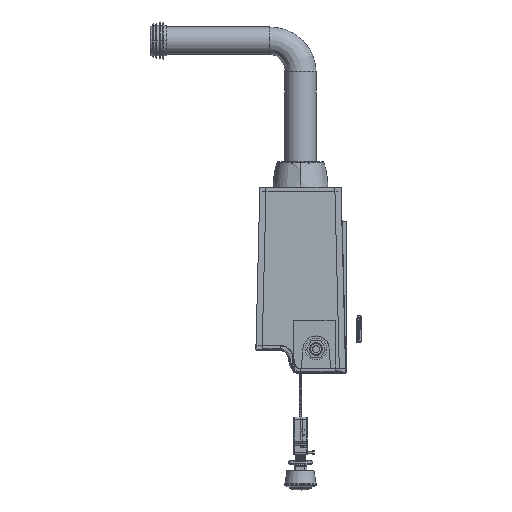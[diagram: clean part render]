
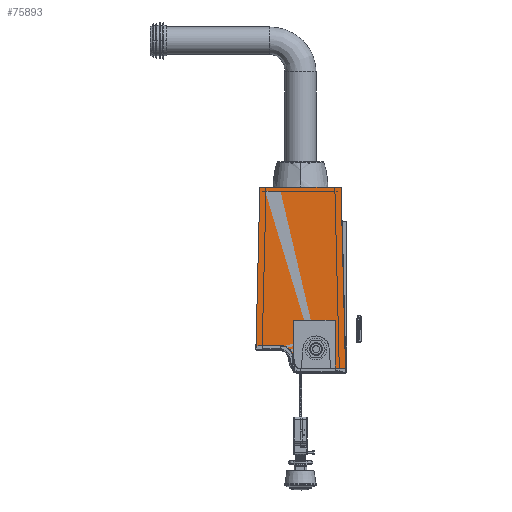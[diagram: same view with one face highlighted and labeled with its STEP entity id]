
A CAD part, left-side view. The second image highlights one B-rep face of the part: STEP entity #75893.
In plain terms, the highlighted planar face has unit normal (-1, 0, 0.024).
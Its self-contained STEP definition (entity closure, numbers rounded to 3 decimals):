
#75748=CARTESIAN_POINT('',(-194.3,12.448,
28.657));
#75749=CARTESIAN_POINT('',(-194.256,12.834,
30.455));
#75750=CARTESIAN_POINT('',(-194.174,14.036,
33.818));
#75751=CARTESIAN_POINT('',(-194.062,17.251,
38.368));
#75752=CARTESIAN_POINT('',(-193.978,21.52,
41.823));
#75753=CARTESIAN_POINT('',(-193.924,26.641,
44.02));
#75754=CARTESIAN_POINT('',(-193.913,30.176,
44.497));
#75755=CARTESIAN_POINT('',(-193.912,32.01,44.5));
#75757=DIRECTION('',(0.024,0.208,0.978));
#75758=VECTOR('',#75757,13.536);
#75759=CARTESIAN_POINT('',(-194.623,9.635,
15.421));
#75760=LINE('',#75759,#75758);
#75761=CARTESIAN_POINT('',(-194.817,-0.147,7.5));
#75762=CARTESIAN_POINT('',(-194.817,0.766,
7.5));
#75763=CARTESIAN_POINT('',(-194.811,2.529,
7.737));
#75764=CARTESIAN_POINT('',(-194.784,5.1,
8.837));
#75765=CARTESIAN_POINT('',(-194.742,7.242,
10.574));
#75766=CARTESIAN_POINT('',(-194.686,8.85,
12.86));
#75767=CARTESIAN_POINT('',(-194.645,9.446,
14.53));
#75768=CARTESIAN_POINT('',(-194.623,9.635,
15.421));
#75770=DIRECTION('',(0.,-1.,0.));
#75771=VECTOR('',#75770,72.17);
#75772=CARTESIAN_POINT('',(-194.817,-0.147,7.5));
#75773=LINE('',#75772,#75771);
#75774=DIRECTION('',(0.,-1.,0.));
#75775=VECTOR('',#75774,39.402);
#75776=CARTESIAN_POINT('',(-193.912,71.412,44.5));
#75777=LINE('',#75776,#75775);
#75778=DIRECTION('',(-0.024,0.024,-0.999));
#75779=VECTOR('',#75778,255.152);
#75780=CARTESIAN_POINT('',(-187.68,65.18,299.5));
#75781=LINE('',#75780,#75779);
#75782=DIRECTION('',(0.,-1.,0.));
#75783=VECTOR('',#75782,130.361);
#75784=CARTESIAN_POINT('',(-187.68,65.18,299.5));
#75785=LINE('',#75784,#75783);
#75786=DIRECTION('',(-0.024,-0.024,-0.999));
#75787=VECTOR('',#75786,292.174);
#75788=CARTESIAN_POINT('',(-187.68,-65.18,299.5));
#75789=LINE('',#75788,#75787);
#75810=CARTESIAN_POINT('',(-193.912,71.412,44.5));
#75812=VERTEX_POINT('',#75810);
#75822=CARTESIAN_POINT('',(-194.817,-72.317,7.5));
#75823=VERTEX_POINT('',#75822);
#75824=CARTESIAN_POINT('',(-187.68,-65.18,299.5));
#75825=VERTEX_POINT('',#75824);
#75826=CARTESIAN_POINT('',(-187.68,65.18,299.5));
#75827=VERTEX_POINT('',#75826);
#75836=CARTESIAN_POINT('',(-194.817,-0.147,7.5));
#75837=VERTEX_POINT('',#75836);
#75838=CARTESIAN_POINT('',(-193.912,32.01,44.5));
#75839=VERTEX_POINT('',#75838);
#75840=VERTEX_POINT('',#75748);
#75841=CARTESIAN_POINT('',(-194.623,9.635,
15.421));
#75842=VERTEX_POINT('',#75841);
#75875=CARTESIAN_POINT('',(-191.249,-0.452,153.5));
#75876=DIRECTION('',(1.,0.,-0.024));
#75877=DIRECTION('',(0.,1.,0.));
#75878=AXIS2_PLACEMENT_3D('',#75875,#75876,#75877);
#75879=PLANE('',#75878);
#75880=ORIENTED_EDGE('',*,*,#75848,.F.);
#75881=ORIENTED_EDGE('',*,*,#75870,.T.);
#75882=ORIENTED_EDGE('',*,*,#75868,.T.);
#75883=ORIENTED_EDGE('',*,*,#75866,.T.);
#75884=ORIENTED_EDGE('',*,*,#75864,.F.);
#75886=ORIENTED_EDGE('',*,*,#75885,.F.);
#75888=ORIENTED_EDGE('',*,*,#75887,.T.);
#75890=ORIENTED_EDGE('',*,*,#75889,.T.);
#75891=EDGE_LOOP('',(#75880,#75881,#75882,#75883,#75884,#75886,#75888,#75890));
#75892=FACE_OUTER_BOUND('',#75891,.F.);
#75756=B_SPLINE_CURVE_WITH_KNOTS('',3,(#75748,#75749,#75750,#75751,#75752,
#75753,#75754,#75755),.UNSPECIFIED.,.F.,.F.,(4,1,1,1,1,4),(0.,0.2,0.4,
0.6,0.8,1.),.UNSPECIFIED.);
#75769=B_SPLINE_CURVE_WITH_KNOTS('',3,(#75761,#75762,#75763,#75764,#75765,
#75766,#75767,#75768),.UNSPECIFIED.,.F.,.F.,(4,1,1,1,1,4),(0.,0.2,0.4,
0.6,0.8,1.),.UNSPECIFIED.);
#75848=EDGE_CURVE('',#75837,#75823,#75773,.T.);
#75864=EDGE_CURVE('',#75812,#75839,#75777,.T.);
#75866=EDGE_CURVE('',#75840,#75839,#75756,.T.);
#75868=EDGE_CURVE('',#75842,#75840,#75760,.T.);
#75870=EDGE_CURVE('',#75837,#75842,#75769,.T.);
#75885=EDGE_CURVE('',#75827,#75812,#75781,.T.);
#75887=EDGE_CURVE('',#75827,#75825,#75785,.T.);
#75889=EDGE_CURVE('',#75825,#75823,#75789,.T.);
#75893=ADVANCED_FACE('',(#75892),#75879,.F.);
